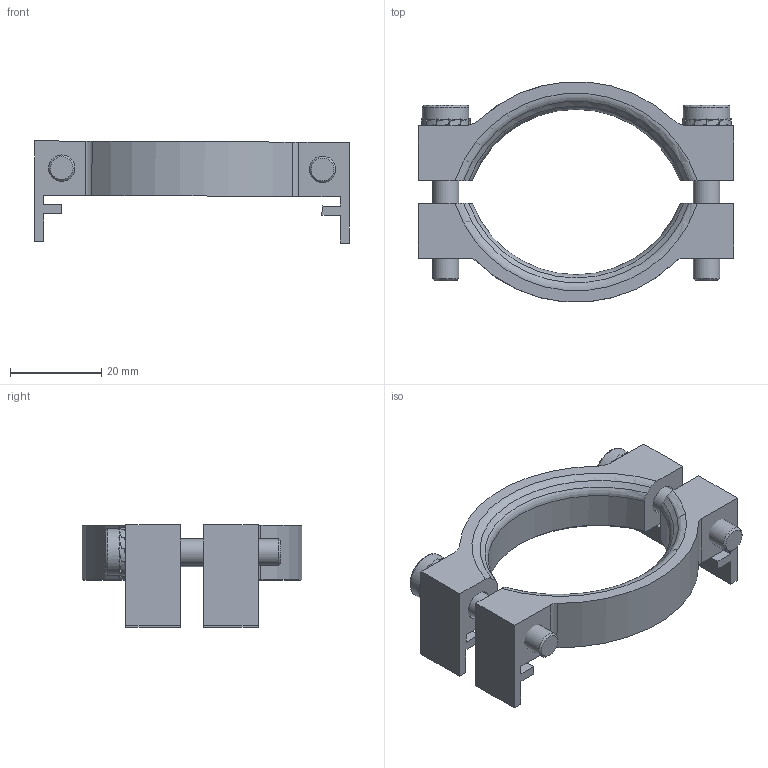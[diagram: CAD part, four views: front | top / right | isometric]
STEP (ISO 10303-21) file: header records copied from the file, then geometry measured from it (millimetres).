
FILE_DESCRIPTION(/* description */ ('Klemmmodul N° 11'),/* implementation_level */ '2;1');
FILE_NAME(/* name */ '00811134-RST.stp',/* time_stamp */ '2021-11-24T07:22:46+01:00',/* author */ ('sl'),/* organization */ (''),/* preprocessor_version */ 'ST-DEVELOPER v16.5',/* originating_system */ 'Autodesk Inventor 2017',/* authorisation */ '');
FILE_SCHEMA (('AUTOMOTIVE_DESIGN { 1 0 10303 214 3 1 1 }'));
Length unit declared in the file: millimetre
Products named in the file (5): 00811134; 00811134_1; 00811134_2; 00811134_3; 00811134_4
Assembly tree (6 placements, depth 2):
  00811134
    00811134_1
    00811134_2  x2
    00811134_3  x2
    00811134_4
Bounding box: 69.1 x 48.13 x 22.39 mm (x, y, z)
Volume: 16703.7 mm3; surface area: 10985.6 mm2
Topology: 6 solids, 6 shells, 384 faces, 960 edges, 592 vertices
Faces by surface type: plane 208, cylinder 114, bspline 48, torus 8, cone 6
Full cylindrical faces by diameter (mm): 4.9 x2, 5.78 x2, 6.4 x2, 6.5 x2, 10.2 x2
Entity records: 7108 total; most frequent: CARTESIAN_POINT 1501, DIRECTION 1234, ORIENTED_EDGE 1102, EDGE_CURVE 551, AXIS2_PLACEMENT_3D 478, VERTEX_POINT 349, LINE 278, VECTOR 278
